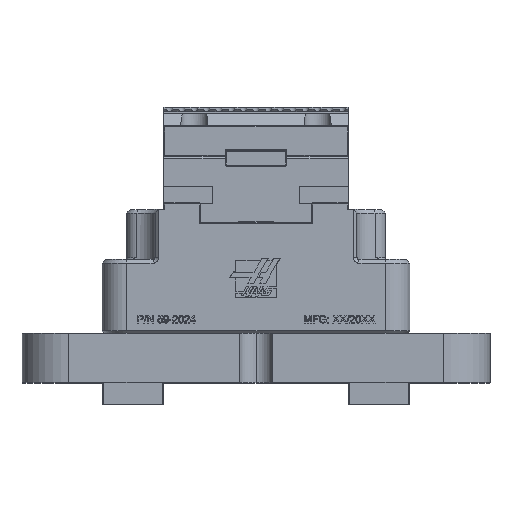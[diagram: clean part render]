
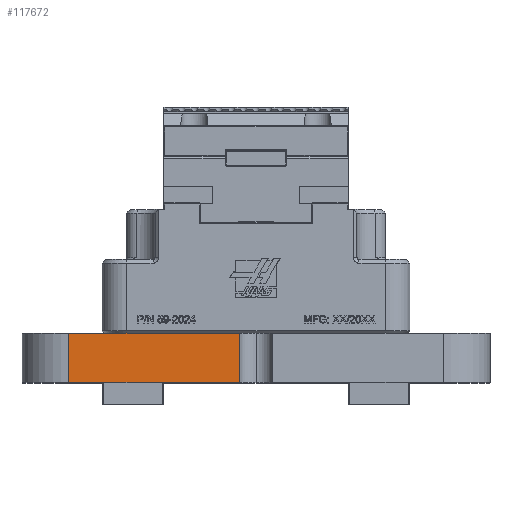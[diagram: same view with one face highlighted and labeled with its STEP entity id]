
A CAD part, top view. The second image highlights one B-rep face of the part: STEP entity #117672.
In plain terms, the highlighted planar face has unit normal (0, 0, 1).
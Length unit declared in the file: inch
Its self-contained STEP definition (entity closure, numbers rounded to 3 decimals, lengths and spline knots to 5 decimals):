
#10026 = CARTESIAN_POINT ( 'NONE',  ( -2.99213, 0.7874, 3.74016 ) ) ;
#13496 = FACE_OUTER_BOUND ( 'NONE', #86601, .T. ) ;
#14628 = DIRECTION ( 'NONE',  ( 0., -1., 0. ) ) ;
#18237 = LINE ( 'NONE', #137750, #156421 ) ;
#22258 = DIRECTION ( 'NONE',  ( 0., 1., 0. ) ) ;
#23894 = VECTOR ( 'NONE', #22258, 39.37008 ) ;
#25352 = EDGE_CURVE ( 'NONE', #32490, #154917, #54763, .T. ) ;
#30430 = CARTESIAN_POINT ( 'NONE',  ( -0.2655, 0.7874, 3.74016 ) ) ;
#32357 = AXIS2_PLACEMENT_3D ( 'NONE', #90361, #117412, #54496 ) ;
#32490 = VERTEX_POINT ( 'NONE', #30430 ) ;
#47695 = ORIENTED_EDGE ( 'NONE', *, *, #25352, .T. ) ;
#48297 = ORIENTED_EDGE ( 'NONE', *, *, #95706, .F. ) ;
#52267 = VERTEX_POINT ( 'NONE', #147764 ) ;
#54496 = DIRECTION ( 'NONE',  ( -1., 0., 0. ) ) ;
#54763 = LINE ( 'NONE', #160322, #131857 ) ;
#63898 = CARTESIAN_POINT ( 'NONE',  ( -2.99213, 0., 3.74016 ) ) ;
#64680 = EDGE_CURVE ( 'NONE', #32490, #52267, #105405, .T. ) ;
#71466 = DIRECTION ( 'NONE',  ( -1., 0., 0. ) ) ;
#73066 = VERTEX_POINT ( 'NONE', #63898 ) ;
#84649 = ORIENTED_EDGE ( 'NONE', *, *, #101151, .F. ) ;
#86601 = EDGE_LOOP ( 'NONE', ( #121129, #47695, #84649, #48297 ) ) ;
#90361 = CARTESIAN_POINT ( 'NONE',  ( -0.2655, 0.7874, 3.74016 ) ) ;
#95706 = EDGE_CURVE ( 'NONE', #52267, #73066, #18237, .T. ) ;
#101151 = EDGE_CURVE ( 'NONE', #73066, #154917, #141790, .T. ) ;
#105405 = LINE ( 'NONE', #162922, #112719 ) ;
#112719 = VECTOR ( 'NONE', #14628, 39.37008 ) ;
#117412 = DIRECTION ( 'NONE',  ( 0., 0., -1. ) ) ;
#117672 = ADVANCED_FACE ( 'NONE', ( #13496 ), #120803, .F. ) ;
#120803 = PLANE ( 'NONE',  #32357 ) ;
#121090 = DIRECTION ( 'NONE',  ( -1., 0., 0. ) ) ;
#121129 = ORIENTED_EDGE ( 'NONE', *, *, #64680, .F. ) ;
#131857 = VECTOR ( 'NONE', #121090, 39.37008 ) ;
#137750 = CARTESIAN_POINT ( 'NONE',  ( -0.2655, 0., 3.74016 ) ) ;
#141790 = LINE ( 'NONE', #10026, #23894 ) ;
#147764 = CARTESIAN_POINT ( 'NONE',  ( -0.2655, 0., 3.74016 ) ) ;
#154917 = VERTEX_POINT ( 'NONE', #165896 ) ;
#156421 = VECTOR ( 'NONE', #71466, 39.37008 ) ;
#160322 = CARTESIAN_POINT ( 'NONE',  ( -2.99213, 0.7874, 3.74016 ) ) ;
#162922 = CARTESIAN_POINT ( 'NONE',  ( -0.2655, 0.7874, 3.74016 ) ) ;
#165896 = CARTESIAN_POINT ( 'NONE',  ( -2.99213, 0.7874, 3.74016 ) ) ;
